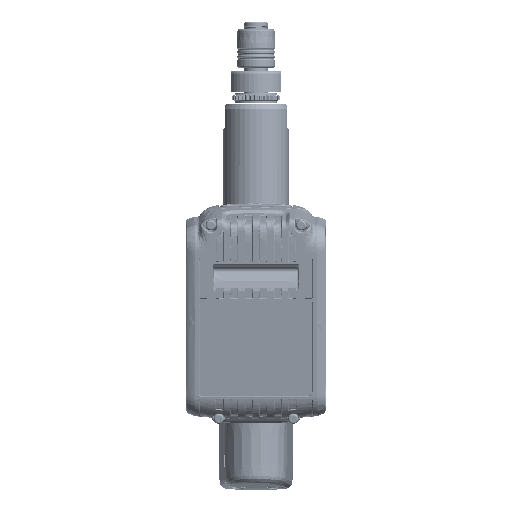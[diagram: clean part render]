
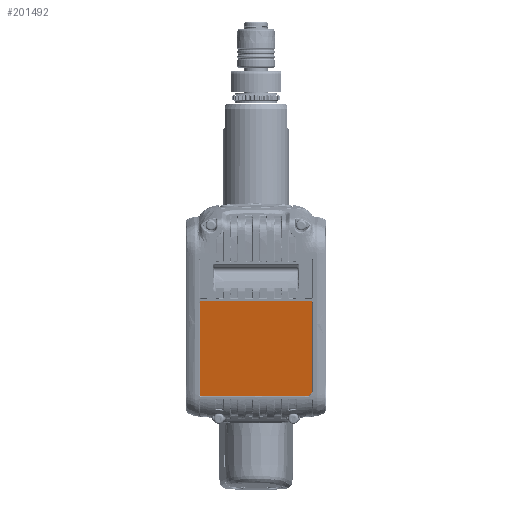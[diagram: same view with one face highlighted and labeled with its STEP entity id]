
A CAD part, front view. The second image highlights one B-rep face of the part: STEP entity #201492.
In plain terms, the highlighted planar face has unit normal (0, -0.985, -0.174).
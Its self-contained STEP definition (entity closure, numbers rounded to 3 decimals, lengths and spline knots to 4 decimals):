
#149955=DIRECTION('',(1.,0.,0.));
#149956=VECTOR('',#149955,2.3087);
#149957=CARTESIAN_POINT('',(-1.1543,-9.21,
-0.7457));
#149958=LINE('',#149957,#149956);
#149959=CARTESIAN_POINT('',(1.1543,-9.2032,
-0.7845));
#149960=DIRECTION('',(0.,0.985,0.174));
#149961=DIRECTION('',(0.,-0.174,0.985));
#149962=AXIS2_PLACEMENT_3D('',#149959,#149960,#149961);
#149964=DIRECTION('',(0.,0.174,-0.985));
#149965=VECTOR('',#149964,1.9173);
#149966=CARTESIAN_POINT('',(1.1937,-9.2032,
-0.7845));
#149967=LINE('',#149966,#149965);
#149968=CARTESIAN_POINT('',(1.174,-8.8703,
-2.6727));
#149969=DIRECTION('',(0.,0.985,0.174));
#149970=DIRECTION('',(1.,0.,0.));
#149971=AXIS2_PLACEMENT_3D('',#149968,#149969,#149970);
#149973=DIRECTION('',(-0.707,0.123,-0.696));
#149974=VECTOR('',#149973,0.1002);
#149975=CARTESIAN_POINT('',(1.1879,-8.8678,
-2.6864));
#149976=LINE('',#149975,#149974);
#149977=CARTESIAN_POINT('',(1.1031,-8.8579,
-2.7424));
#149978=DIRECTION('',(0.,0.985,0.174));
#149979=DIRECTION('',(0.707,0.123,-0.696));
#149980=AXIS2_PLACEMENT_3D('',#149977,#149978,#149979);
#149982=DIRECTION('',(-1.,0.,0.));
#149983=VECTOR('',#149982,2.2575);
#149984=CARTESIAN_POINT('',(1.1031,-8.8545,
-2.7618));
#149985=LINE('',#149984,#149983);
#149986=CARTESIAN_POINT('',(-1.1543,-8.8614,
-2.7231));
#149987=DIRECTION('',(0.,0.985,0.174));
#149988=DIRECTION('',(0.,0.174,-0.985));
#149989=AXIS2_PLACEMENT_3D('',#149986,#149987,#149988);
#149991=DIRECTION('',(0.,-0.174,0.985));
#149992=VECTOR('',#149991,1.9685);
#149993=CARTESIAN_POINT('',(-1.1937,-8.8614,
-2.7231));
#149994=LINE('',#149993,#149992);
#149995=CARTESIAN_POINT('',(-1.1543,-9.2032,
-0.7845));
#149996=DIRECTION('',(0.,0.985,0.174));
#149997=DIRECTION('',(-1.,0.,0.));
#149998=AXIS2_PLACEMENT_3D('',#149995,#149996,#149997);
#173656=CARTESIAN_POINT('',(1.1937,-8.8703,
-2.6727));
#173657=CARTESIAN_POINT('',(1.1937,-9.2032,
-0.7845));
#173658=VERTEX_POINT('',#173656);
#173659=VERTEX_POINT('',#173657);
#173660=CARTESIAN_POINT('',(1.1879,-8.8678,
-2.6864));
#173661=VERTEX_POINT('',#173660);
#173664=CARTESIAN_POINT('',(1.1171,-8.8555,
-2.7562));
#173665=VERTEX_POINT('',#173664);
#174085=CARTESIAN_POINT('',(-1.1937,-9.2032,
-0.7845));
#174086=CARTESIAN_POINT('',(-1.1937,-8.8614,
-2.7231));
#174087=VERTEX_POINT('',#174085);
#174088=VERTEX_POINT('',#174086);
#174089=CARTESIAN_POINT('',(-1.1543,-9.21,
-0.7457));
#174090=VERTEX_POINT('',#174089);
#174093=CARTESIAN_POINT('',(1.1543,-9.21,
-0.7457));
#174094=VERTEX_POINT('',#174093);
#174097=CARTESIAN_POINT('',(1.1031,-8.8545,
-2.7618));
#174098=VERTEX_POINT('',#174097);
#174099=CARTESIAN_POINT('',(-1.1543,-8.8545,
-2.7618));
#174100=VERTEX_POINT('',#174099);
#201465=CARTESIAN_POINT('',(0.,-8.2803,-6.0187));
#201466=DIRECTION('',(0.,0.985,0.174));
#201467=DIRECTION('',(0.,-0.174,0.985));
#201468=AXIS2_PLACEMENT_3D('',#201465,#201466,#201467);
#201469=PLANE('',#201468);
#201471=ORIENTED_EDGE('',*,*,#201470,.T.);
#201473=ORIENTED_EDGE('',*,*,#201472,.T.);
#201475=ORIENTED_EDGE('',*,*,#201474,.T.);
#201477=ORIENTED_EDGE('',*,*,#201476,.T.);
#201479=ORIENTED_EDGE('',*,*,#201478,.T.);
#201481=ORIENTED_EDGE('',*,*,#201480,.T.);
#201483=ORIENTED_EDGE('',*,*,#201482,.T.);
#201485=ORIENTED_EDGE('',*,*,#201484,.T.);
#201487=ORIENTED_EDGE('',*,*,#201486,.T.);
#201489=ORIENTED_EDGE('',*,*,#201488,.T.);
#201490=EDGE_LOOP('',(#201471,#201473,#201475,#201477,#201479,#201481,#201483,
#201485,#201487,#201489));
#201491=FACE_OUTER_BOUND('',#201490,.F.);
#201492=ADVANCED_FACE('',(#201491),#201469,.F.);
#149963=CIRCLE('',#149962,0.0394);
#149972=CIRCLE('',#149971,0.0197);
#149981=CIRCLE('',#149980,0.0197);
#149990=CIRCLE('',#149989,0.0394);
#149999=CIRCLE('',#149998,0.0394);
#201470=EDGE_CURVE('',#174090,#174094,#149958,.T.);
#201472=EDGE_CURVE('',#174094,#173659,#149963,.T.);
#201474=EDGE_CURVE('',#173659,#173658,#149967,.T.);
#201476=EDGE_CURVE('',#173658,#173661,#149972,.T.);
#201478=EDGE_CURVE('',#173661,#173665,#149976,.T.);
#201480=EDGE_CURVE('',#173665,#174098,#149981,.T.);
#201482=EDGE_CURVE('',#174098,#174100,#149985,.T.);
#201484=EDGE_CURVE('',#174100,#174088,#149990,.T.);
#201486=EDGE_CURVE('',#174088,#174087,#149994,.T.);
#201488=EDGE_CURVE('',#174087,#174090,#149999,.T.);
